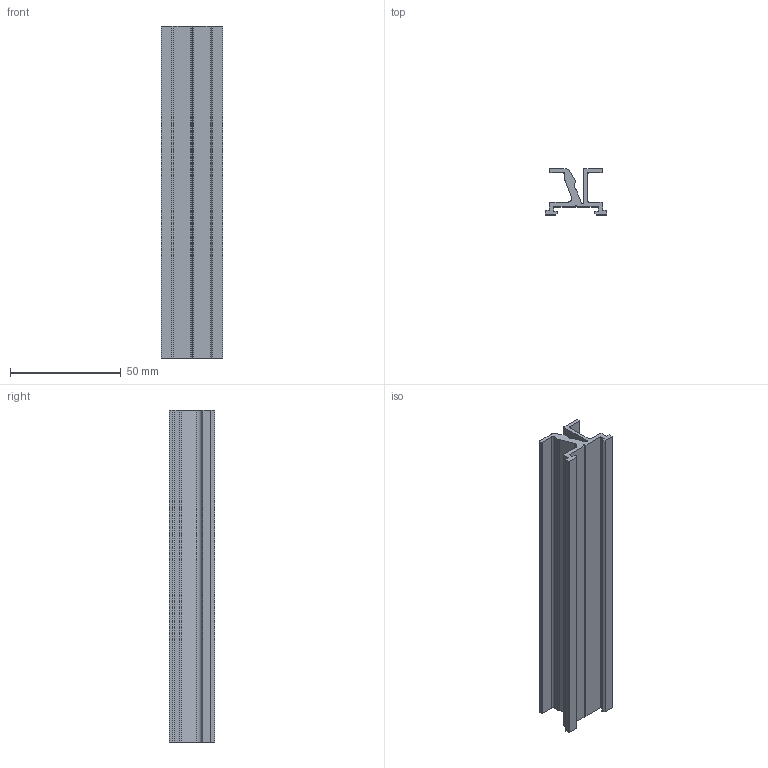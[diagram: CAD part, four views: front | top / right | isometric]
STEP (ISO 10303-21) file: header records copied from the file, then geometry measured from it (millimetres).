
FILE_DESCRIPTION((''),'2;1');
FILE_NAME('DM_CAD-1915','2013-12-18T',('creinig-se'),(''),'PRO/ENGINEER BY PARAMETRIC TECHNOLOGY CORPORATION, 2013050','PRO/ENGINEER BY PARAMETRIC TECHNOLOGY CORPORATION, 2013050','');
FILE_SCHEMA(('CONFIG_CONTROL_DESIGN'));
Length unit declared in the file: millimetre
Products named in the file (1): DM_CAD-1915
Bounding box: 28 x 20.7 x 150 mm (x, y, z)
Volume: 25911.1 mm3; surface area: 25192.2 mm2
Topology: 1 solids, 1 shells, 60 faces, 178 edges, 120 vertices
Faces by surface type: plane 36, cylinder 24
Entity records: 2646 total; most frequent: CARTESIAN_POINT 376, ORIENTED_EDGE 356, DIRECTION 342, PRESENTATION_STYLE_ASSIGNMENT 179, STYLED_ITEM 179, CURVE_STYLE 178, EDGE_CURVE 178, VECTOR 126
